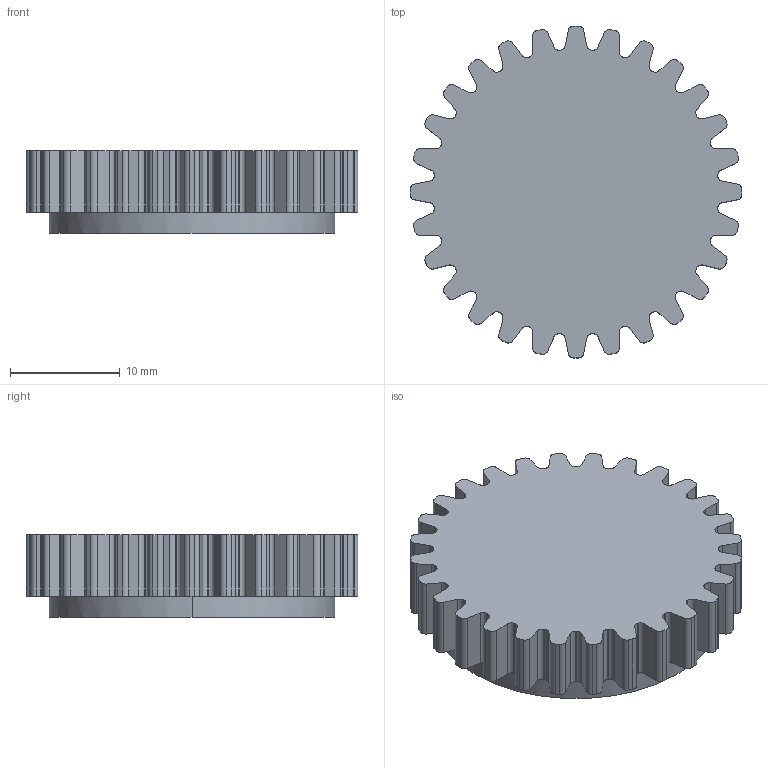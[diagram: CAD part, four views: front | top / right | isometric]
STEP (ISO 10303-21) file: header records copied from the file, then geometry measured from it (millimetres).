
FILE_DESCRIPTION (( 'STEP AP214' ), '1' );
FILE_NAME ('Modified Servo Coupler_LARGE.STEP', '2018-10-28T18:57:23', ( 'Ali' ), ( 'Microsoft' ), 'SwSTEP 2.0', 'SolidWorks 2010', '' );
FILE_SCHEMA (( 'AUTOMOTIVE_DESIGN' ));
Length unit declared in the file: inch
Products named in the file (1): Modified Servo Coupler_LARGE
Bounding box: 30.24 x 30.24 x 7.51 mm (x, y, z)
Volume: 2934.1 mm3; surface area: 2675.8 mm2
Topology: 1 solids, 1 shells, 258 faces, 762 edges, 508 vertices
Faces by surface type: cylinder 142, plane 116
Entity records: 8806 total; most frequent: DIRECTION 1620, CARTESIAN_POINT 1529, ORIENTED_EDGE 1524, EDGE_CURVE 762, AXIS2_PLACEMENT_3D 599, VERTEX_POINT 508, LINE 422, VECTOR 422
